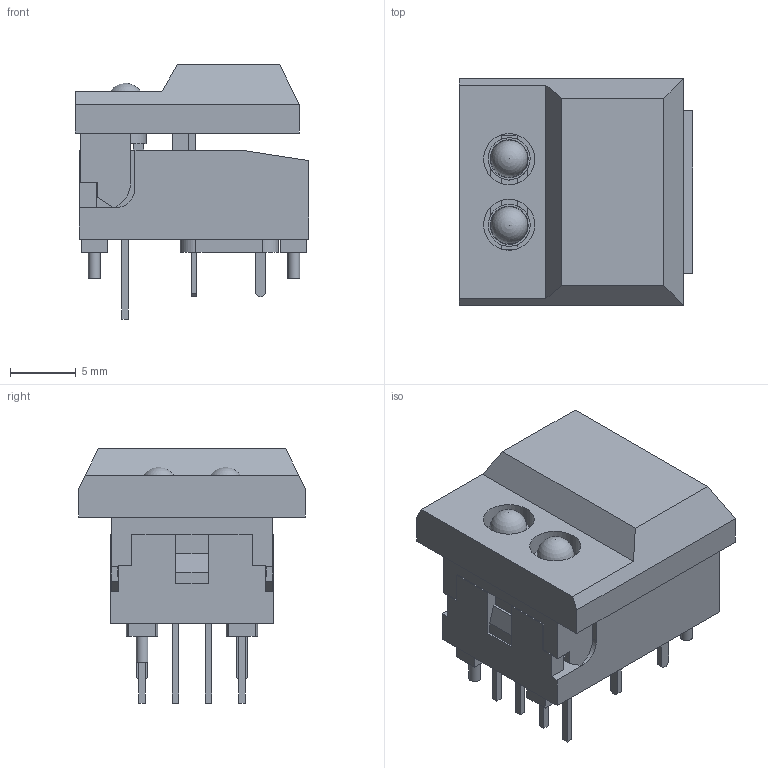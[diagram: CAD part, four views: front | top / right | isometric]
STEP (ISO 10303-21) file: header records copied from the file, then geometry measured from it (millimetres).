
FILE_DESCRIPTION((' '),'2;1');
FILE_NAME('5511MBLKxxxxxx.stp','2017-07-25T15:21:51',(' '),(' '),' ','ACIS',' ');
FILE_SCHEMA(('CONFIG_CONTROL_DESIGN'));
Length unit declared in the file: inch
Products named in the file (1): 5511MBLKxxxxxx.stp
Bounding box: 17.8 x 17.3 x 19.4 mm (x, y, z)
Volume: 2136.5 mm3; surface area: 2616.4 mm2
Topology: 1 solids, 1 shells, 298 faces, 925 edges, 612 vertices
Faces by surface type: plane 245, cylinder 49, sphere 2, cone 2
Full cylindrical faces by diameter (mm): 0.9 x2, 1.2 x3, 3.2 x2, 3.9 x2
Entity records: 10271 total; most frequent: ORIENTED_EDGE 1812, CARTESIAN_POINT 1811, DIRECTION 1612, EDGE_CURVE 906, VECTOR 798, LINE 798, VERTEX_POINT 606, AXIS2_PLACEMENT_3D 407
